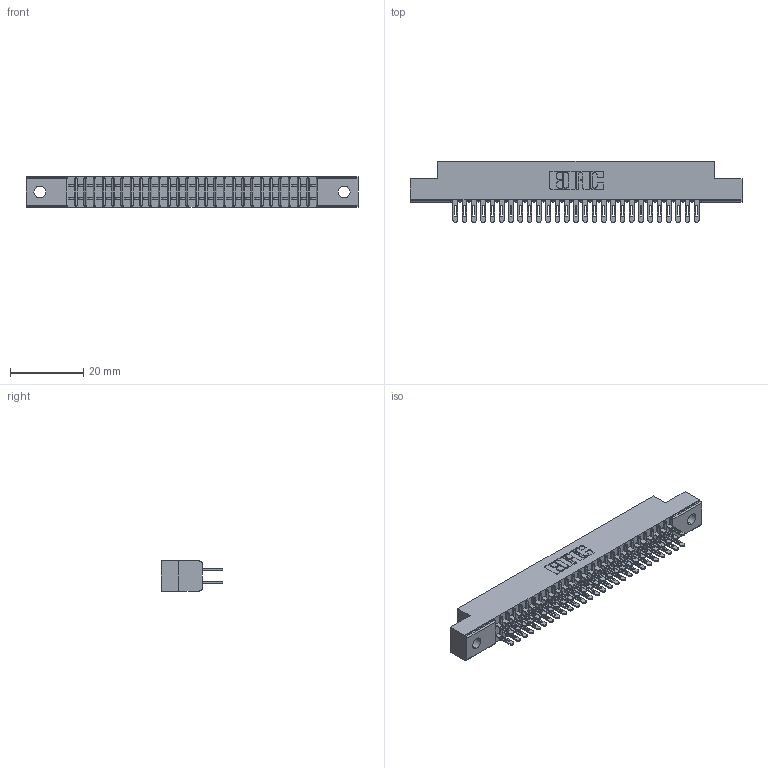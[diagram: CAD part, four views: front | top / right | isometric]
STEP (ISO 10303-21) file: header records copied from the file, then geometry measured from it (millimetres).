
FILE_DESCRIPTION (( 'STEP AP203' ), '1' );
FILE_NAME ('341-054-500-202.STEP', '2018-08-07T13:57:00', ( '' ), ( '' ), 'SwSTEP 2.0', 'SolidWorks 2016', '' );
FILE_SCHEMA (( 'CONFIG_CONTROL_DESIGN' ));
Length unit declared in the file: inch
Products named in the file (3): 341-054-500-202; 341 Part_.128 (3.25) Dia Mounting Holes; 341-292-001_341-292-100
Assembly tree (55 placements, depth 2):
  341-054-500-202
    341 Part_.128 (3.25) Dia Mounting Holes
    341-292-001_341-292-100  x54
Bounding box: 90.81 x 16.69 x 8.38 mm (x, y, z)
Volume: 5185.6 mm3; surface area: 11298.4 mm2
Topology: 55 solids, 55 shells, 3680 faces, 10657 edges, 6902 vertices
Faces by surface type: plane 2120, cylinder 1452, sphere 56, torus 52
Entity records: 34684 total; most frequent: CARTESIAN_POINT 5765, ORIENTED_EDGE 5726, DIRECTION 5609, EDGE_CURVE 2863, VECTOR 2293, LINE 2293, VERTEX_POINT 1814, AXIS2_PLACEMENT_3D 1658
